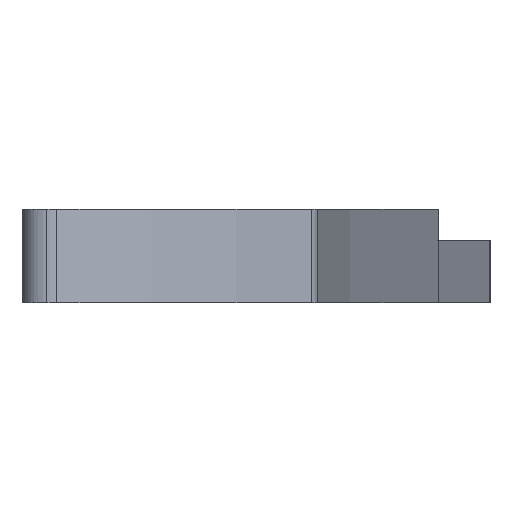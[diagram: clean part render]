
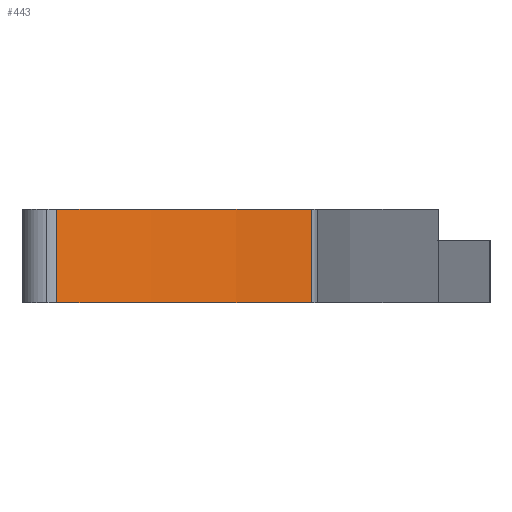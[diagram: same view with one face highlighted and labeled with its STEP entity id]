
A CAD part, left-side view. The second image highlights one B-rep face of the part: STEP entity #443.
In plain terms, the highlighted cylindrical face has radius 37.077 mm (diameter 74.154 mm), a partial arc.
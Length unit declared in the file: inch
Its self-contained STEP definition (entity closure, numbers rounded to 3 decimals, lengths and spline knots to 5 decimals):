
#121 = VERTEX_POINT ( 'NONE', #741 ) ;
#123 = EDGE_CURVE ( 'NONE', #121, #391, #740, .T. ) ;
#221 = ORIENTED_EDGE ( 'NONE', *, *, #123, .F. ) ;
#303 = ORIENTED_EDGE ( 'NONE', *, *, #304, .F. ) ;
#304 = EDGE_CURVE ( 'NONE', #305, #121, #1088, .T. ) ;
#305 = VERTEX_POINT ( 'NONE', #1084 ) ;
#306 = ORIENTED_EDGE ( 'NONE', *, *, #307, .F. ) ;
#307 = EDGE_CURVE ( 'NONE', #392, #305, #1083, .T. ) ;
#308 = ORIENTED_EDGE ( 'NONE', *, *, #396, .F. ) ;
#391 = VERTEX_POINT ( 'NONE', #1143 ) ;
#392 = VERTEX_POINT ( 'NONE', #1142 ) ;
#396 = EDGE_CURVE ( 'NONE', #391, #392, #1134, .T. ) ;
#443 = ADVANCED_FACE ( 'NONE', ( #1297 ), #1296, .T. ) ;
#444 = EDGE_LOOP ( 'NONE', ( #221, #303, #306, #308 ) ) ;
#736 = DIRECTION ( 'NONE',  ( -1., 0., 0. ) ) ;
#737 = DIRECTION ( 'NONE',  ( 0., 0., 1. ) ) ;
#738 = CARTESIAN_POINT ( 'NONE',  ( -2.32376, 0.82957, 0. ) ) ;
#739 = AXIS2_PLACEMENT_3D ( 'NONE', #738, #737, #736 ) ;
#740 = CIRCLE ( 'NONE', #739, 1.45972 ) ;
#741 = CARTESIAN_POINT ( 'NONE',  ( -3.66017, 0.24239, 0. ) ) ;
#1079 = DIRECTION ( 'NONE',  ( -1., 0., 0. ) ) ;
#1080 = DIRECTION ( 'NONE',  ( 0., 0., -1. ) ) ;
#1081 = CARTESIAN_POINT ( 'NONE',  ( -2.32376, 0.82957, -0.1875 ) ) ;
#1082 = AXIS2_PLACEMENT_3D ( 'NONE', #1081, #1080, #1079 ) ;
#1083 = CIRCLE ( 'NONE', #1082, 1.45972 ) ;
#1084 = CARTESIAN_POINT ( 'NONE',  ( -3.66017, 0.24239, -0.1875 ) ) ;
#1085 = DIRECTION ( 'NONE',  ( 0., 0., 1. ) ) ;
#1086 = VECTOR ( 'NONE', #1085, 39.37008 ) ;
#1087 = CARTESIAN_POINT ( 'NONE',  ( -3.66017, 0.24239, -0.1875 ) ) ;
#1088 = LINE ( 'NONE', #1087, #1086 ) ;
#1131 = DIRECTION ( 'NONE',  ( 0., 0., -1. ) ) ;
#1132 = VECTOR ( 'NONE', #1131, 39.37008 ) ;
#1133 = CARTESIAN_POINT ( 'NONE',  ( -3.28382, -0.27, -0.1875 ) ) ;
#1134 = LINE ( 'NONE', #1133, #1132 ) ;
#1142 = CARTESIAN_POINT ( 'NONE',  ( -3.28382, -0.27, -0.1875 ) ) ;
#1143 = CARTESIAN_POINT ( 'NONE',  ( -3.28382, -0.27, 0. ) ) ;
#1296 = CYLINDRICAL_SURFACE ( 'NONE', #1353, 1.45972 ) ;
#1297 = FACE_OUTER_BOUND ( 'NONE', #444, .T. ) ;
#1299 = DIRECTION ( 'NONE',  ( -1., 0., 0. ) ) ;
#1300 = DIRECTION ( 'NONE',  ( 0., 0., 1. ) ) ;
#1301 = CARTESIAN_POINT ( 'NONE',  ( -2.32376, 0.82957, -0.1875 ) ) ;
#1353 = AXIS2_PLACEMENT_3D ( 'NONE', #1301, #1300, #1299 ) ;
